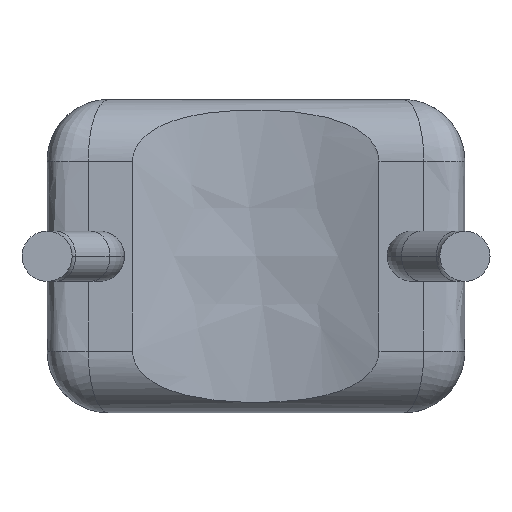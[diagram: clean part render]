
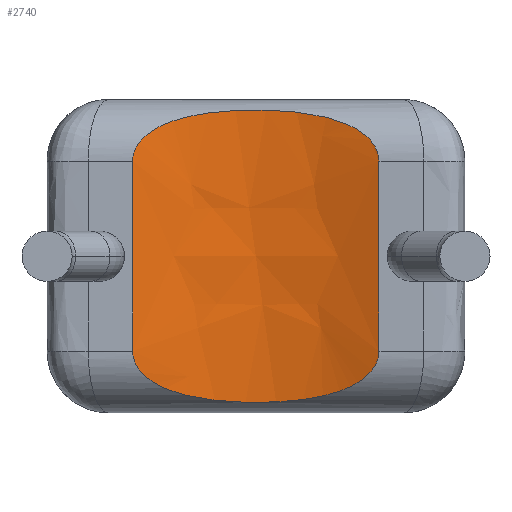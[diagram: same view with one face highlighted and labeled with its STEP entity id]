
A CAD part, front view. The second image highlights one B-rep face of the part: STEP entity #2740.
In plain terms, the highlighted free-form (B-spline) face has degree [2, 1] with [3, 2] control points.
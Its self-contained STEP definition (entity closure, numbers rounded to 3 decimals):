
#110 = ORIENTED_EDGE ( 'NONE', *, *, #1698, .T. ) ;
#117 = VECTOR ( 'NONE', #3807, 1000. ) ;
#187 = VERTEX_POINT ( 'NONE', #6050 ) ;
#348 = CARTESIAN_POINT ( 'NONE',  ( 4.035, 0., 3.136 ) ) ;
#395 = CARTESIAN_POINT ( 'NONE',  ( 3.925, 0.047, 3.33 ) ) ;
#426 = CARTESIAN_POINT ( 'NONE',  ( 4.035, 0., 3.714 ) ) ;
#434 = CARTESIAN_POINT ( 'NONE',  ( 2.241, 0.322, 0.134 ) ) ;
#543 = ORIENTED_EDGE ( 'NONE', *, *, #881, .F. ) ;
#879 = CARTESIAN_POINT ( 'NONE',  ( 1.04, 0., 3.714 ) ) ;
#881 = EDGE_CURVE ( 'NONE', #4879, #3349, #6550, .T. ) ;
#935 = B_SPLINE_CURVE_WITH_KNOTS ( 'NONE', 3,
 ( #937, #1952, #6253, #5150, #5668, #1928, #3043, #5643, #6765, #3529, #2978, #3576, #2431, #6208, #6156, #6790, #4654, #1425, #395, #4110, #348, #1378 ),
 .UNSPECIFIED., .F., .F.,
 ( 4, 2, 2, 2, 2, 2, 2, 2, 2, 2, 4 ),
 ( 0., 0., 0., 0.001, 0.001, 0.002, 0.002, 0.003, 0.003, 0.003, 0.004 ),
 .UNSPECIFIED. ) ;
#937 = CARTESIAN_POINT ( 'NONE',  ( 1.04, 0., 3.06 ) ) ;
#960 = CARTESIAN_POINT ( 'NONE',  ( 1.383, 0.137, 0.309 ) ) ;
#1031 = CARTESIAN_POINT ( 'NONE',  ( 1.04, 0., 3.06 ) ) ;
#1051 = CARTESIAN_POINT ( 'NONE',  ( 1.519, 0.181, 0.258 ) ) ;
#1296 = ORIENTED_EDGE ( 'NONE', *, *, #5426, .F. ) ;
#1378 = CARTESIAN_POINT ( 'NONE',  ( 4.035, 0., 3.06 ) ) ;
#1425 = CARTESIAN_POINT ( 'NONE',  ( 3.87, 0.069, 3.379 ) ) ;
#1565 = CARTESIAN_POINT ( 'NONE',  ( 1.04, 0., 0.75 ) ) ;
#1698 = EDGE_CURVE ( 'NONE', #5344, #3349, #2933, .T. ) ;
#1928 = CARTESIAN_POINT ( 'NONE',  ( 1.383, 0.137, 3.502 ) ) ;
#1952 = CARTESIAN_POINT ( 'NONE',  ( 1.04, 0., 3.136 ) ) ;
#1989 = CARTESIAN_POINT ( 'NONE',  ( 2.538, 0.664, 0.096 ) ) ;
#2019 = CARTESIAN_POINT ( 'NONE',  ( 3.87, 0.07, 0.431 ) ) ;
#2049 = CARTESIAN_POINT ( 'NONE',  ( 2.389, 0.332, 0.127 ) ) ;
#2111 = CARTESIAN_POINT ( 'NONE',  ( 3.13, 0.283, 0.162 ) ) ;
#2221 = EDGE_LOOP ( 'NONE', ( #1296, #4954, #110, #543 ) ) ;
#2431 = CARTESIAN_POINT ( 'NONE',  ( 2.834, 0.322, 3.676 ) ) ;
#2572 = CARTESIAN_POINT ( 'NONE',  ( 1.04, 0., 0.674 ) ) ;
#2615 = CARTESIAN_POINT ( 'NONE',  ( 4.035, 0., 0.674 ) ) ;
#2735 = CARTESIAN_POINT ( 'NONE',  ( 1.04, 0., 10. ) ) ;
#2740 = ADVANCED_FACE ( 'NONE', ( #3489 ), #3037, .T. ) ;
#2827 = CARTESIAN_POINT ( 'NONE',  ( 4.035, 0., 0.75 ) ) ;
#2933 = LINE ( 'NONE', #2735, #117 ) ;
#2978 = CARTESIAN_POINT ( 'NONE',  ( 2.39, 0.332, 3.683 ) ) ;
#3033 = CARTESIAN_POINT ( 'NONE',  ( 4.035, 0., 0.096 ) ) ;
#3037 = B_SPLINE_SURFACE_WITH_KNOTS ( 'NONE', 2, 1, ( 
 ( #426, #3033 ),
 ( #4646, #1989 ),
 ( #879, #4123 ) ),
 .UNSPECIFIED., .F., .F., .F.,
 ( 3, 3 ),
 ( 2, 2 ),
 ( 0., 1. ),
 ( 0., 1. ),
 .UNSPECIFIED. ) ;
#3043 = CARTESIAN_POINT ( 'NONE',  ( 1.52, 0.182, 3.552 ) ) ;
#3057 = LINE ( 'NONE', #4803, #5886 ) ;
#3101 = CARTESIAN_POINT ( 'NONE',  ( 1.205, 0.069, 0.431 ) ) ;
#3147 = CARTESIAN_POINT ( 'NONE',  ( 3.275, 0.254, 0.185 ) ) ;
#3349 = VERTEX_POINT ( 'NONE', #1565 ) ;
#3489 = FACE_OUTER_BOUND ( 'NONE', #2221, .T. ) ;
#3529 = CARTESIAN_POINT ( 'NONE',  ( 2.241, 0.322, 3.676 ) ) ;
#3576 = CARTESIAN_POINT ( 'NONE',  ( 2.686, 0.332, 3.683 ) ) ;
#3707 = CARTESIAN_POINT ( 'NONE',  ( 3.692, 0.137, 0.308 ) ) ;
#3807 = DIRECTION ( 'NONE',  ( 0., 0., -1. ) ) ;
#4110 = CARTESIAN_POINT ( 'NONE',  ( 4.007, 0.012, 3.209 ) ) ;
#4123 = CARTESIAN_POINT ( 'NONE',  ( 1.04, 0., 0.096 ) ) ;
#4156 = CARTESIAN_POINT ( 'NONE',  ( 3.555, 0.182, 0.258 ) ) ;
#4245 = CARTESIAN_POINT ( 'NONE',  ( 1.8, 0.254, 0.185 ) ) ;
#4646 = CARTESIAN_POINT ( 'NONE',  ( 2.538, 0.664, 3.714 ) ) ;
#4654 = CARTESIAN_POINT ( 'NONE',  ( 3.693, 0.137, 3.501 ) ) ;
#4775 = DIRECTION ( 'NONE',  ( 0., 0., -1. ) ) ;
#4803 = CARTESIAN_POINT ( 'NONE',  ( 4.035, 0., 10. ) ) ;
#4879 = VERTEX_POINT ( 'NONE', #2827 ) ;
#4954 = ORIENTED_EDGE ( 'NONE', *, *, #6327, .F. ) ;
#5150 = CARTESIAN_POINT ( 'NONE',  ( 1.151, 0.048, 3.331 ) ) ;
#5232 = CARTESIAN_POINT ( 'NONE',  ( 1.15, 0.047, 0.48 ) ) ;
#5275 = CARTESIAN_POINT ( 'NONE',  ( 4.008, 0.012, 0.601 ) ) ;
#5344 = VERTEX_POINT ( 'NONE', #1031 ) ;
#5426 = EDGE_CURVE ( 'NONE', #187, #4879, #3057, .T. ) ;
#5643 = CARTESIAN_POINT ( 'NONE',  ( 1.8, 0.254, 3.625 ) ) ;
#5668 = CARTESIAN_POINT ( 'NONE',  ( 1.206, 0.07, 3.379 ) ) ;
#5732 = CARTESIAN_POINT ( 'NONE',  ( 2.834, 0.322, 0.134 ) ) ;
#5756 = CARTESIAN_POINT ( 'NONE',  ( 1.068, 0.012, 0.601 ) ) ;
#5886 = VECTOR ( 'NONE', #4775, 1000. ) ;
#6050 = CARTESIAN_POINT ( 'NONE',  ( 4.035, 0., 3.06 ) ) ;
#6156 = CARTESIAN_POINT ( 'NONE',  ( 3.275, 0.254, 3.625 ) ) ;
#6208 = CARTESIAN_POINT ( 'NONE',  ( 3.129, 0.283, 3.648 ) ) ;
#6253 = CARTESIAN_POINT ( 'NONE',  ( 1.067, 0.012, 3.209 ) ) ;
#6273 = CARTESIAN_POINT ( 'NONE',  ( 2.686, 0.332, 0.127 ) ) ;
#6302 = CARTESIAN_POINT ( 'NONE',  ( 1.04, 0., 0.75 ) ) ;
#6319 = CARTESIAN_POINT ( 'NONE',  ( 4.035, 0., 0.75 ) ) ;
#6327 = EDGE_CURVE ( 'NONE', #5344, #187, #935, .T. ) ;
#6340 = CARTESIAN_POINT ( 'NONE',  ( 3.924, 0.048, 0.479 ) ) ;
#6550 = B_SPLINE_CURVE_WITH_KNOTS ( 'NONE', 3,
 ( #6319, #2615, #5275, #6340, #2019, #3707, #4156, #3147, #2111, #5732, #6273, #2049, #434, #6878, #4245, #1051, #960, #3101, #5232, #5756, #2572, #6302 ),
 .UNSPECIFIED., .F., .F.,
 ( 4, 2, 2, 2, 2, 2, 2, 2, 2, 2, 4 ),
 ( 0., 0., 0., 0.001, 0.001, 0.002, 0.002, 0.003, 0.003, 0.003, 0.004 ),
 .UNSPECIFIED. ) ;
#6765 = CARTESIAN_POINT ( 'NONE',  ( 1.945, 0.283, 3.647 ) ) ;
#6790 = CARTESIAN_POINT ( 'NONE',  ( 3.556, 0.181, 3.552 ) ) ;
#6878 = CARTESIAN_POINT ( 'NONE',  ( 1.946, 0.283, 0.162 ) ) ;
